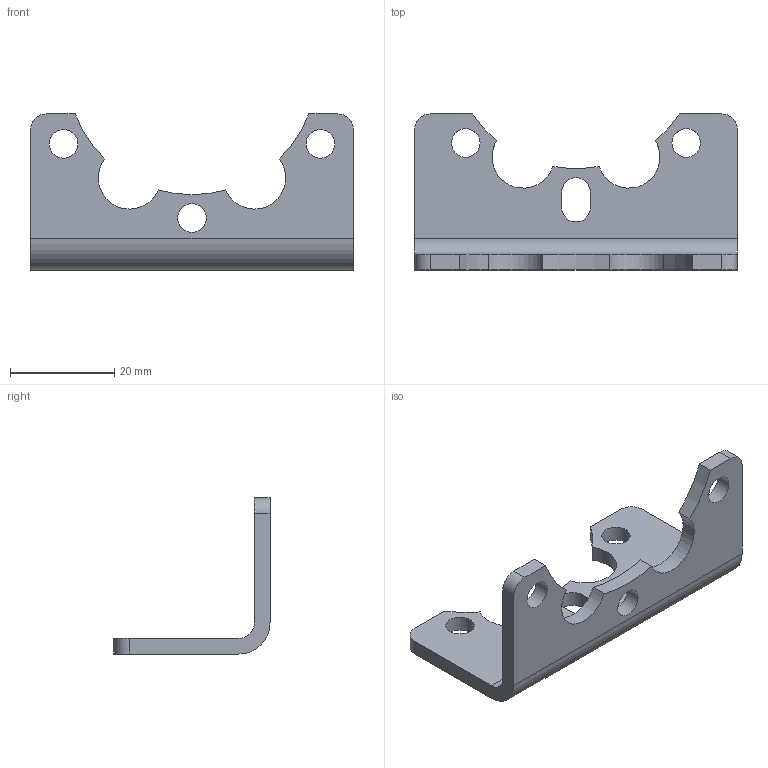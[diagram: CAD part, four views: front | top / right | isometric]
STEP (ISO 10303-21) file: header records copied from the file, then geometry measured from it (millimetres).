
FILE_DESCRIPTION( ( 'STEP AP214' ), ' ' );
FILE_NAME( '5.9722.04.000.stp', '2017-01-20T09:20:06', ( '' ), ( '' ), ' ', 'PARTsolutions', ' ' );
FILE_SCHEMA( ( 'AUTOMOTIVE_DESIGN { 1 0 10303 214 1 1 1 1 }' ) );
Length unit declared in the file: millimetre
Products named in the file (1): _5.9722.04.000
Bounding box: 62 x 30 x 30 mm (x, y, z)
Volume: 6633 mm3; surface area: 5598.3 mm2
Topology: 1 solids, 1 shells, 35 faces, 104 edges, 71 vertices
Faces by surface type: cylinder 23, plane 12
Full cylindrical faces by diameter (mm): 5.5 x5
Entity records: 1454 total; most frequent: DIRECTION 212, CARTESIAN_POINT 196, ORIENTED_EDGE 188, EDGE_CURVE 94, AXIS2_PLACEMENT_3D 82, VERTEX_POINT 66, EDGE_LOOP 52, LINE 48
